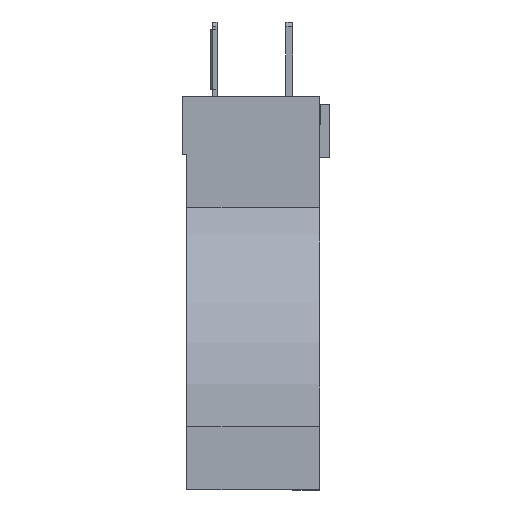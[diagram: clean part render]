
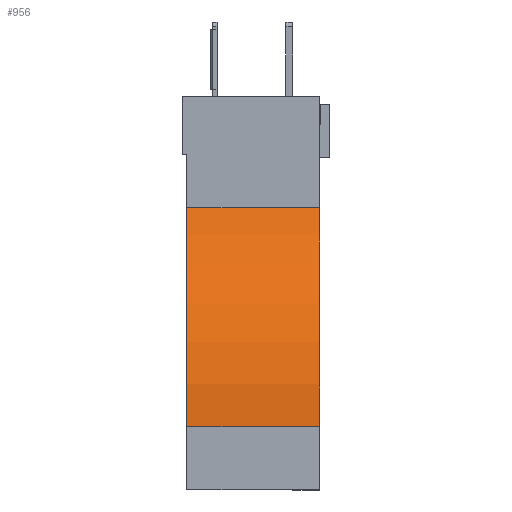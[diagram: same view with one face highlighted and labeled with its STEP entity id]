
A CAD part, left-side view. The second image highlights one B-rep face of the part: STEP entity #956.
In plain terms, the highlighted cylindrical face has radius 11.45 mm (diameter 22.9 mm), a partial arc.
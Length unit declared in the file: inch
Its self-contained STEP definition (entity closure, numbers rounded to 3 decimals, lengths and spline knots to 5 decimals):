
#142 = CIRCLE ( 'NONE', #2052, 0.45079 ) ;
#312 = DIRECTION ( 'NONE',  ( 0., -1., 0. ) ) ;
#358 = CARTESIAN_POINT ( 'NONE',  ( -0.25787, 0.11614, 0.36974 ) ) ;
#704 = VECTOR ( 'NONE', #312, 39.37008 ) ;
#956 = ADVANCED_FACE ( 'NONE', ( #3776 ), #7333, .T. ) ;
#1219 = DIRECTION ( 'NONE',  ( 0., 1., 0. ) ) ;
#1567 = CARTESIAN_POINT ( 'NONE',  ( 0., 0., 0. ) ) ;
#1706 = CARTESIAN_POINT ( 'NONE',  ( -0.45079, 0., 0. ) ) ;
#1855 = CARTESIAN_POINT ( 'NONE',  ( -0.45079, 0.1122, 0. ) ) ;
#2052 = AXIS2_PLACEMENT_3D ( 'NONE', #8046, #1219, #4892 ) ;
#2535 = DIRECTION ( 'NONE',  ( 0., 1., 0. ) ) ;
#2592 = AXIS2_PLACEMENT_3D ( 'NONE', #6729, #2535, #5241 ) ;
#2665 = CARTESIAN_POINT ( 'NONE',  ( -0.25787, 0.22441, 0.36974 ) ) ;
#2906 = DIRECTION ( 'NONE',  ( 0., 1., 0. ) ) ;
#2967 = ORIENTED_EDGE ( 'NONE', *, *, #5121, .F. ) ;
#3294 = CARTESIAN_POINT ( 'NONE',  ( -0.45079, 0.22441, 0. ) ) ;
#3434 = EDGE_CURVE ( 'NONE', #6881, #8864, #8197, .T. ) ;
#3776 = FACE_OUTER_BOUND ( 'NONE', #6585, .T. ) ;
#3843 = AXIS2_PLACEMENT_3D ( 'NONE', #1567, #2906, #5867 ) ;
#4185 = VERTEX_POINT ( 'NONE', #1706 ) ;
#4278 = VECTOR ( 'NONE', #6010, 39.37008 ) ;
#4469 = ORIENTED_EDGE ( 'NONE', *, *, #7955, .T. ) ;
#4619 = LINE ( 'NONE', #1855, #4278 ) ;
#4892 = DIRECTION ( 'NONE',  ( 0., 0., 1. ) ) ;
#5121 = EDGE_CURVE ( 'NONE', #8809, #6881, #142, .T. ) ;
#5241 = DIRECTION ( 'NONE',  ( 0., 0., 1. ) ) ;
#5855 = ORIENTED_EDGE ( 'NONE', *, *, #7621, .F. ) ;
#5867 = DIRECTION ( 'NONE',  ( 0., 0., 1. ) ) ;
#6010 = DIRECTION ( 'NONE',  ( 0., 1., 0. ) ) ;
#6585 = EDGE_LOOP ( 'NONE', ( #2967, #5855, #4469, #9125 ) ) ;
#6729 = CARTESIAN_POINT ( 'NONE',  ( 0., 0., 0. ) ) ;
#6881 = VERTEX_POINT ( 'NONE', #2665 ) ;
#6883 = CARTESIAN_POINT ( 'NONE',  ( -0.25787, 0., 0.36974 ) ) ;
#7333 = CYLINDRICAL_SURFACE ( 'NONE', #2592, 0.45079 ) ;
#7621 = EDGE_CURVE ( 'NONE', #4185, #8809, #4619, .T. ) ;
#7831 = CIRCLE ( 'NONE', #3843, 0.45079 ) ;
#7955 = EDGE_CURVE ( 'NONE', #4185, #8864, #7831, .T. ) ;
#8046 = CARTESIAN_POINT ( 'NONE',  ( 0., 0.22441, 0. ) ) ;
#8197 = LINE ( 'NONE', #358, #704 ) ;
#8809 = VERTEX_POINT ( 'NONE', #3294 ) ;
#8864 = VERTEX_POINT ( 'NONE', #6883 ) ;
#9125 = ORIENTED_EDGE ( 'NONE', *, *, #3434, .F. ) ;
